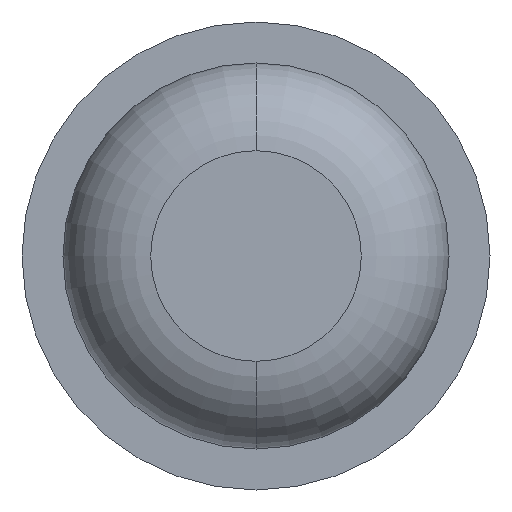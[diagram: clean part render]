
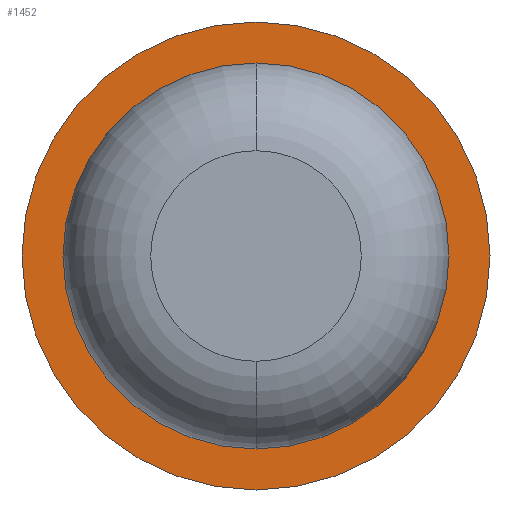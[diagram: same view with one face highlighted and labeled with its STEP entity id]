
A CAD part, front view. The second image highlights one B-rep face of the part: STEP entity #1452.
In plain terms, the highlighted planar face has unit normal (0, -1, 0).
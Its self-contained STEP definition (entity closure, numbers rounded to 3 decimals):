
#3 = CIRCLE ( 'NONE', #105, 1. ) ;
#105 = AXIS2_PLACEMENT_3D ( 'NONE', #1095, #2317, #1707 ) ;
#136 = ORIENTED_EDGE ( 'NONE', *, *, #872, .F. ) ;
#153 = CARTESIAN_POINT ( 'NONE',  ( 0., -2., 0.825 ) ) ;
#171 = DIRECTION ( 'NONE',  ( 0., 1., 0. ) ) ;
#283 = DIRECTION ( 'NONE',  ( 0., 1., 0. ) ) ;
#474 = DIRECTION ( 'NONE',  ( 0., 0., 1. ) ) ;
#478 = CIRCLE ( 'NONE', #1880, 1. ) ;
#649 = CARTESIAN_POINT ( 'NONE',  ( 0., -2., -1. ) ) ;
#677 = AXIS2_PLACEMENT_3D ( 'NONE', #2319, #2307, #474 ) ;
#872 = EDGE_CURVE ( 'Defeature ausgef�hrt1_6+Defeature ausgef�hrt1_5+Defeature ausgef�hrt1_5+Defeature ausgef�hrt1_5', #2297, #1278, #478, .T. ) ;
#1095 = CARTESIAN_POINT ( 'NONE',  ( 0., -2., 0. ) ) ;
#1218 = EDGE_CURVE ( 'Defeature ausgef�hrt1_5+Defeature ausgef�hrt1_0+Defeature ausgef�hrt1_0+Defeature ausgef�hrt1_0', #2582, #3180, #1223, .T. ) ;
#1223 = CIRCLE ( 'NONE', #2690, 0.825 ) ;
#1278 = VERTEX_POINT ( 'NONE', #2868 ) ;
#1452 = ADVANCED_FACE ( 'Defeature ausgef�hrt1_5', ( #2096, #1460 ), #2970, .F. ) ;
#1460 = FACE_BOUND ( 'NONE', #2766, .T. ) ;
#1707 = DIRECTION ( 'NONE',  ( 0., 0., 1. ) ) ;
#1732 = CARTESIAN_POINT ( 'NONE',  ( 0., -2., 0. ) ) ;
#1880 = AXIS2_PLACEMENT_3D ( 'NONE', #1732, #2084, #3247 ) ;
#2005 = ORIENTED_EDGE ( 'NONE', *, *, #2610, .F. ) ;
#2084 = DIRECTION ( 'NONE',  ( 0., 1., 0. ) ) ;
#2096 = FACE_OUTER_BOUND ( 'NONE', #3037, .T. ) ;
#2136 = AXIS2_PLACEMENT_3D ( 'NONE', #2379, #283, #3883 ) ;
#2297 = VERTEX_POINT ( 'NONE', #649 ) ;
#2307 = DIRECTION ( 'NONE',  ( 0., 1., 0. ) ) ;
#2317 = DIRECTION ( 'NONE',  ( 0., 1., 0. ) ) ;
#2319 = CARTESIAN_POINT ( 'NONE',  ( 0., -2., 0. ) ) ;
#2379 = CARTESIAN_POINT ( 'NONE',  ( 1., -2., 0. ) ) ;
#2530 = CARTESIAN_POINT ( 'NONE',  ( 0., -2., -0.825 ) ) ;
#2582 = VERTEX_POINT ( 'NONE', #2530 ) ;
#2610 = EDGE_CURVE ( 'Defeature ausgef�hrt1_6+Defeature ausgef�hrt1_5+Defeature ausgef�hrt1_5+Defeature ausgef�hrt1_5', #1278, #2297, #3, .T. ) ;
#2674 = ORIENTED_EDGE ( 'NONE', *, *, #1218, .T. ) ;
#2690 = AXIS2_PLACEMENT_3D ( 'NONE', #3468, #171, #3724 ) ;
#2766 = EDGE_LOOP ( 'NONE', ( #3187, #2674 ) ) ;
#2868 = CARTESIAN_POINT ( 'NONE',  ( 0., -2., 1. ) ) ;
#2970 = PLANE ( 'NONE',  #2136 ) ;
#2982 = EDGE_CURVE ( 'Defeature ausgef�hrt1_5+Defeature ausgef�hrt1_0+Defeature ausgef�hrt1_0+Defeature ausgef�hrt1_0', #3180, #2582, #3493, .T. ) ;
#3037 = EDGE_LOOP ( 'NONE', ( #2005, #136 ) ) ;
#3180 = VERTEX_POINT ( 'NONE', #153 ) ;
#3187 = ORIENTED_EDGE ( 'NONE', *, *, #2982, .T. ) ;
#3247 = DIRECTION ( 'NONE',  ( 0., 0., 1. ) ) ;
#3468 = CARTESIAN_POINT ( 'NONE',  ( 0., -2., 0. ) ) ;
#3493 = CIRCLE ( 'NONE', #677, 0.825 ) ;
#3724 = DIRECTION ( 'NONE',  ( 0., 0., 1. ) ) ;
#3883 = DIRECTION ( 'NONE',  ( 0., 0., 1. ) ) ;
